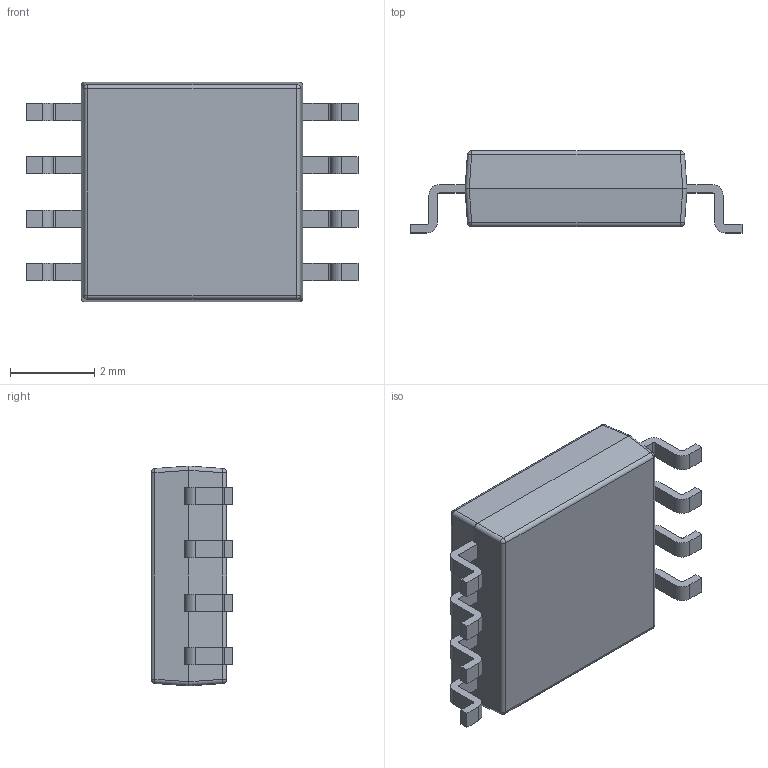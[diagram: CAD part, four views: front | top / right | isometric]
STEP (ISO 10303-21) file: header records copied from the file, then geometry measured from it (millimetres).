
FILE_DESCRIPTION (( 'STEP AP214' ), '1' );
FILE_NAME ('MX25L6433FM2I-08G-T.STEP', '2025-03-14T12:52:51', ( '' ), ( '' ), 'SwSTEP 2.0', 'SolidWorks 2020', '' );
FILE_SCHEMA (( 'AUTOMOTIVE_DESIGN' ));
Length unit declared in the file: millimetre
Products named in the file (1): MX25L6433FM2I-08G-T
Bounding box: 7.9 x 1.95 x 5.23 mm (x, y, z)
Volume: 49.8 mm3; surface area: 109.1 mm2
Topology: 1 solids, 1 shells, 141 faces, 390 edges, 244 vertices
Faces by surface type: plane 83, cylinder 50, sphere 8
Entity records: 4833 total; most frequent: CARTESIAN_POINT 780, ORIENTED_EDGE 764, DIRECTION 754, EDGE_CURVE 382, VECTOR 286, LINE 286, VERTEX_POINT 244, AXIS2_PLACEMENT_3D 234
